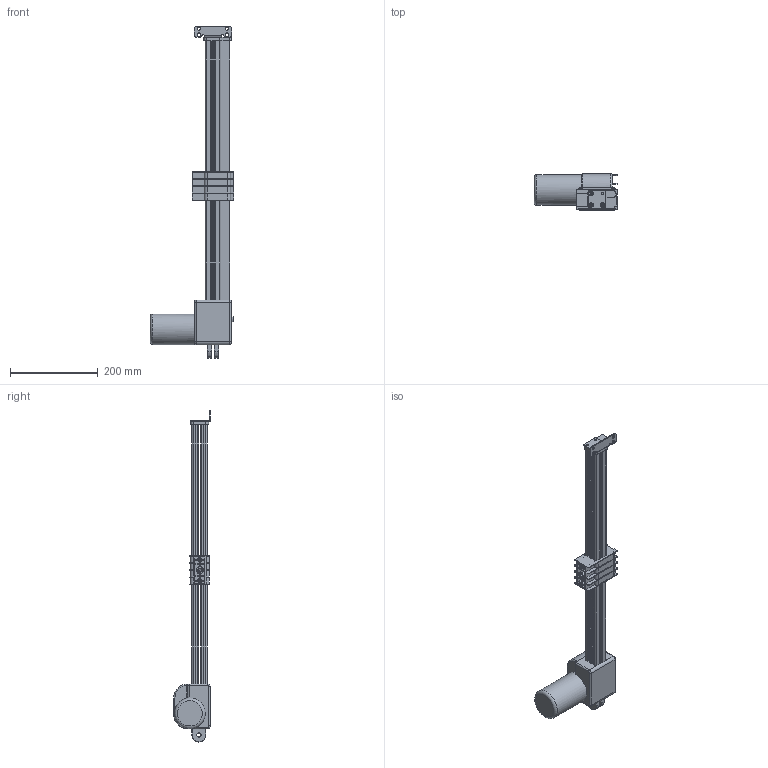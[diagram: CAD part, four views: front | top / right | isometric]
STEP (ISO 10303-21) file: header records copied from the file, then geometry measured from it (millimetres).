
FILE_DESCRIPTION(('FreeCAD Model'),'2;1');
FILE_NAME('FA-XXX-TR-24-20.step','2017-09-26T12:56:13',( 'Technical Support'),('Firgelli Automations Inc'), 'Open CASCADE STEP processor 6.8','FreeCAD','Unknown');
FILE_SCHEMA(('AUTOMOTIVE_DESIGN_CC2 { 1 2 10303 214 -1 1 5 4 }'));
Products named in the file (1): FA-XXX-TR-24-20
Bounding box: 190.5 x 82.72 x 754.91 mm (x, y, z)
Volume: 1493437.9 mm3; surface area: 355503.7 mm2
Topology: 1 solids, 1 shells, 736 faces, 1942 edges, 1220 vertices
Faces by surface type: plane 532, cylinder 160, torus 19, bspline 16, cone 6, sphere 3
Full cylindrical faces by diameter (mm): 4.763 x4, 4.978 x4, 5 x3, 7 x2, 7.62 x4, 7.798 x2, 9.525 x6, 10 x3, 10.16 x2, 15.875 x2, 17.882 x1, 18.642 x1, 69.85 x1
Entity records: 71717 total; most frequent: CARTESIAN_POINT 29373, DIRECTION 6487, LINE 4071, VECTOR 4071, ORIENTED_EDGE 3860, PCURVE 3860, DEFINITIONAL_REPRESENTATION 3860, EDGE_CURVE 1930
